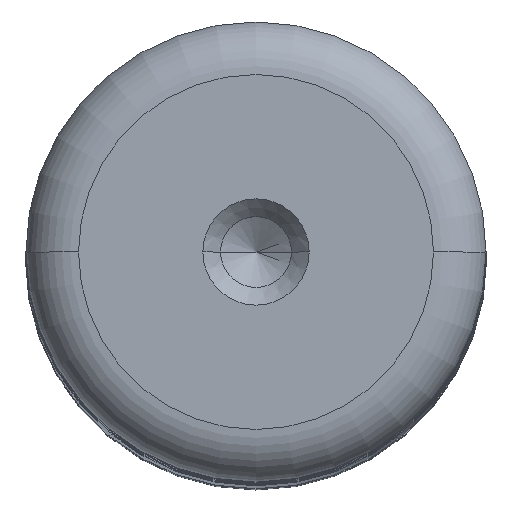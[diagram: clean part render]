
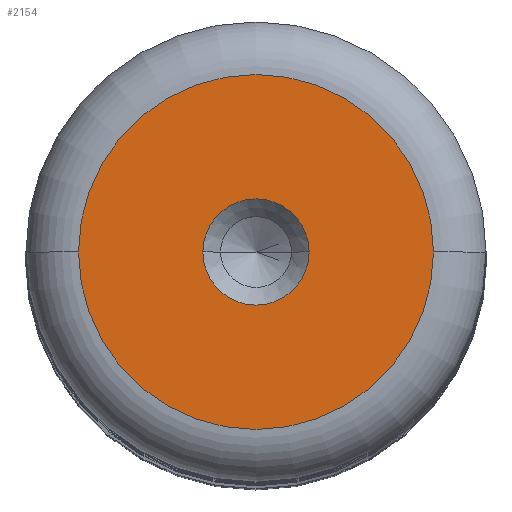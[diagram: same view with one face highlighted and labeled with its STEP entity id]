
A CAD part, top view. The second image highlights one B-rep face of the part: STEP entity #2154.
In plain terms, the highlighted planar face has unit normal (0, 0, 1).
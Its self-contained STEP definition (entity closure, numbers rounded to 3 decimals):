
#183 = ORIENTED_EDGE ( 'NONE', *, *, #1256, .T. ) ;
#188 = DIRECTION ( 'NONE',  ( 0., 0., 1. ) ) ;
#220 = CARTESIAN_POINT ( 'NONE',  ( 0., 0., 120. ) ) ;
#228 = CIRCLE ( 'NONE', #1831, 1.5 ) ;
#247 = CARTESIAN_POINT ( 'NONE',  ( 0., 0., 120. ) ) ;
#289 = VERTEX_POINT ( 'NONE', #1358 ) ;
#422 = DIRECTION ( 'NONE',  ( 1., 0., 0. ) ) ;
#463 = DIRECTION ( 'NONE',  ( 0., 0., 1. ) ) ;
#477 = EDGE_CURVE ( 'NONE', #898, #2171, #228, .T. ) ;
#554 = CARTESIAN_POINT ( 'NONE',  ( 0., 0., 120. ) ) ;
#712 = VERTEX_POINT ( 'NONE', #1020 ) ;
#746 = DIRECTION ( 'NONE',  ( 1., 0., 0. ) ) ;
#893 = FACE_BOUND ( 'NONE', #1924, .T. ) ;
#898 = VERTEX_POINT ( 'NONE', #1691 ) ;
#909 = EDGE_CURVE ( 'NONE', #289, #712, #1249, .T. ) ;
#920 = CIRCLE ( 'NONE', #2036, 1.5 ) ;
#1020 = CARTESIAN_POINT ( 'NONE',  ( 5.011, 0., 120. ) ) ;
#1209 = DIRECTION ( 'NONE',  ( 1., 0., 0. ) ) ;
#1249 = CIRCLE ( 'NONE', #1634, 5.011 ) ;
#1256 = EDGE_CURVE ( 'NONE', #712, #289, #1929, .T. ) ;
#1272 = FACE_OUTER_BOUND ( 'NONE', #1333, .T. ) ;
#1333 = EDGE_LOOP ( 'NONE', ( #183, #2306 ) ) ;
#1349 = CARTESIAN_POINT ( 'NONE',  ( 0., 0., 120. ) ) ;
#1358 = CARTESIAN_POINT ( 'NONE',  ( -5.011, 0., 120. ) ) ;
#1534 = DIRECTION ( 'NONE',  ( 1., 0., 0. ) ) ;
#1570 = DIRECTION ( 'NONE',  ( 0., 0., 1. ) ) ;
#1607 = CARTESIAN_POINT ( 'NONE',  ( 0., 0., 120. ) ) ;
#1634 = AXIS2_PLACEMENT_3D ( 'NONE', #554, #1889, #746 ) ;
#1691 = CARTESIAN_POINT ( 'NONE',  ( -1.5, 0., 120. ) ) ;
#1800 = DIRECTION ( 'NONE',  ( 1., 0., 0. ) ) ;
#1831 = AXIS2_PLACEMENT_3D ( 'NONE', #1607, #463, #1800 ) ;
#1854 = EDGE_CURVE ( 'NONE', #2171, #898, #920, .T. ) ;
#1889 = DIRECTION ( 'NONE',  ( 0., 0., 1. ) ) ;
#1924 = EDGE_LOOP ( 'NONE', ( #2331, #2012 ) ) ;
#1929 = CIRCLE ( 'NONE', #2408, 5.011 ) ;
#1967 = PLANE ( 'NONE',  #1985 ) ;
#1977 = CARTESIAN_POINT ( 'NONE',  ( 1.5, 0., 120. ) ) ;
#1985 = AXIS2_PLACEMENT_3D ( 'NONE', #247, #2360, #1209 ) ;
#2012 = ORIENTED_EDGE ( 'NONE', *, *, #477, .F. ) ;
#2036 = AXIS2_PLACEMENT_3D ( 'NONE', #1349, #188, #1534 ) ;
#2154 = ADVANCED_FACE ( 'NONE', ( #893, #1272 ), #1967, .T. ) ;
#2171 = VERTEX_POINT ( 'NONE', #1977 ) ;
#2306 = ORIENTED_EDGE ( 'NONE', *, *, #909, .T. ) ;
#2331 = ORIENTED_EDGE ( 'NONE', *, *, #1854, .F. ) ;
#2360 = DIRECTION ( 'NONE',  ( 0., 0., 1. ) ) ;
#2408 = AXIS2_PLACEMENT_3D ( 'NONE', #220, #1570, #422 ) ;
